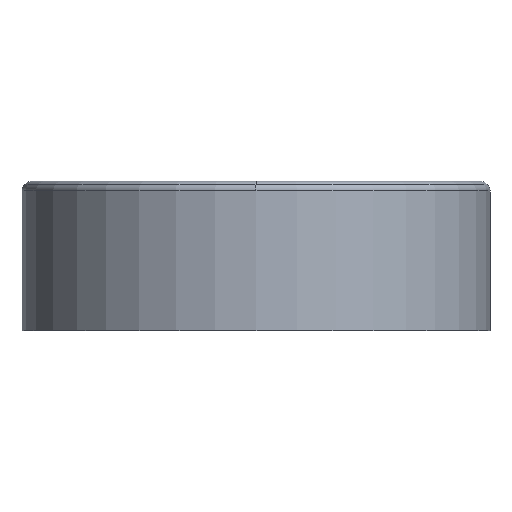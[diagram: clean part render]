
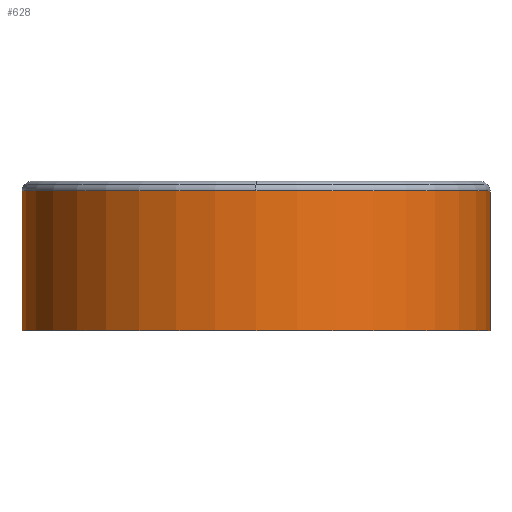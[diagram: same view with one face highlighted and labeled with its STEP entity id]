
A CAD part, left-side view. The second image highlights one B-rep face of the part: STEP entity #628.
In plain terms, the highlighted cylindrical face has radius 36 mm (diameter 72 mm), a partial arc.
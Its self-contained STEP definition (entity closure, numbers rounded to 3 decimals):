
#21 = EDGE_CURVE('',#22,#24,#26,.T.);
#22 = VERTEX_POINT('',#23);
#23 = CARTESIAN_POINT('',(1568.,-169.,-742.5));
#24 = VERTEX_POINT('',#25);
#25 = CARTESIAN_POINT('',(1568.,-169.,-721.));
#26 = SURFACE_CURVE('',#27,(#31,#43),.PCURVE_S1.);
#27 = LINE('',#28,#29);
#28 = CARTESIAN_POINT('',(1568.,-169.,-742.5));
#29 = VECTOR('',#30,1.);
#30 = DIRECTION('',(0.,0.,1.));
#31 = PCURVE('',#32,#37);
#32 = CYLINDRICAL_SURFACE('',#33,36.);
#33 = AXIS2_PLACEMENT_3D('',#34,#35,#36);
#34 = CARTESIAN_POINT('',(1568.,-205.,-731.75));
#35 = DIRECTION('',(0.,0.,-1.));
#36 = DIRECTION('',(0.,1.,0.));
#37 = DEFINITIONAL_REPRESENTATION('',(#38),#42);
#38 = LINE('',#39,#40);
#39 = CARTESIAN_POINT('',(0.,10.75));
#40 = VECTOR('',#41,1.);
#41 = DIRECTION('',(0.,-1.));
#42 = ( GEOMETRIC_REPRESENTATION_CONTEXT(2) 
PARAMETRIC_REPRESENTATION_CONTEXT() REPRESENTATION_CONTEXT('2D SPACE',''
  ) );
#43 = PCURVE('',#44,#49);
#44 = CYLINDRICAL_SURFACE('',#45,36.);
#45 = AXIS2_PLACEMENT_3D('',#46,#47,#48);
#46 = CARTESIAN_POINT('',(1568.,-205.,-731.75));
#47 = DIRECTION('',(0.,0.,-1.));
#48 = DIRECTION('',(0.,1.,0.));
#49 = DEFINITIONAL_REPRESENTATION('',(#50),#54);
#50 = LINE('',#51,#52);
#51 = CARTESIAN_POINT('',(6.283,10.75));
#52 = VECTOR('',#53,1.);
#53 = DIRECTION('',(0.,-1.));
#54 = ( GEOMETRIC_REPRESENTATION_CONTEXT(2) 
PARAMETRIC_REPRESENTATION_CONTEXT() REPRESENTATION_CONTEXT('2D SPACE',''
  ) );
#73 = TOROIDAL_SURFACE('',#74,34.5,1.5);
#74 = AXIS2_PLACEMENT_3D('',#75,#76,#77);
#75 = CARTESIAN_POINT('',(1568.,-205.,-721.));
#76 = DIRECTION('',(0.,0.,-1.));
#77 = DIRECTION('',(-1.,0.,0.));
#86 = VERTEX_POINT('',#87);
#87 = CARTESIAN_POINT('',(1568.,-241.,-721.));
#102 = TOROIDAL_SURFACE('',#103,34.5,1.5);
#103 = AXIS2_PLACEMENT_3D('',#104,#105,#106);
#104 = CARTESIAN_POINT('',(1568.,-205.,-721.));
#105 = DIRECTION('',(0.,0.,-1.));
#106 = DIRECTION('',(-1.,0.,0.));
#114 = EDGE_CURVE('',#86,#115,#117,.T.);
#115 = VERTEX_POINT('',#116);
#116 = CARTESIAN_POINT('',(1568.,-241.,-742.5));
#117 = SURFACE_CURVE('',#118,(#122,#129),.PCURVE_S1.);
#118 = LINE('',#119,#120);
#119 = CARTESIAN_POINT('',(1568.,-241.,-721.));
#120 = VECTOR('',#121,1.);
#121 = DIRECTION('',(0.,0.,-1.));
#122 = PCURVE('',#32,#123);
#123 = DEFINITIONAL_REPRESENTATION('',(#124),#128);
#124 = LINE('',#125,#126);
#125 = CARTESIAN_POINT('',(3.142,-10.75));
#126 = VECTOR('',#127,1.);
#127 = DIRECTION('',(0.,1.));
#128 = ( GEOMETRIC_REPRESENTATION_CONTEXT(2) 
PARAMETRIC_REPRESENTATION_CONTEXT() REPRESENTATION_CONTEXT('2D SPACE',''
  ) );
#129 = PCURVE('',#44,#130);
#130 = DEFINITIONAL_REPRESENTATION('',(#131),#135);
#131 = LINE('',#132,#133);
#132 = CARTESIAN_POINT('',(3.142,-10.75));
#133 = VECTOR('',#134,1.);
#134 = DIRECTION('',(0.,1.));
#135 = ( GEOMETRIC_REPRESENTATION_CONTEXT(2) 
PARAMETRIC_REPRESENTATION_CONTEXT() REPRESENTATION_CONTEXT('2D SPACE',''
  ) );
#152 = PLANE('',#153);
#153 = AXIS2_PLACEMENT_3D('',#154,#155,#156);
#154 = CARTESIAN_POINT('',(1568.,-170.986,-742.5));
#155 = DIRECTION('',(0.,0.,-1.));
#156 = DIRECTION('',(0.,1.,0.));
#172 = EDGE_CURVE('',#22,#115,#173,.T.);
#173 = SURFACE_CURVE('',#174,(#179,#190),.PCURVE_S1.);
#174 = CIRCLE('',#175,36.);
#175 = AXIS2_PLACEMENT_3D('',#176,#177,#178);
#176 = CARTESIAN_POINT('',(1568.,-205.,-742.5));
#177 = DIRECTION('',(0.,-0.,1.));
#178 = DIRECTION('',(0.,1.,0.));
#179 = PCURVE('',#152,#180);
#180 = DEFINITIONAL_REPRESENTATION('',(#181),#189);
#181 = ( BOUNDED_CURVE() B_SPLINE_CURVE(2,(#182,#183,#184,#185,#186,#187
,#188),.UNSPECIFIED.,.T.,.F.) B_SPLINE_CURVE_WITH_KNOTS((1,2,2,2,2,1),(
    -2.094,0.,2.094,4.189,6.283,
8.378),.UNSPECIFIED.) CURVE() GEOMETRIC_REPRESENTATION_ITEM() 
RATIONAL_B_SPLINE_CURVE((1.,0.5,1.,0.5,1.,0.5,1.)) REPRESENTATION_ITEM(
  '') );
#182 = CARTESIAN_POINT('',(1.986,0.));
#183 = CARTESIAN_POINT('',(1.986,-62.354));
#184 = CARTESIAN_POINT('',(-52.014,-31.177));
#185 = CARTESIAN_POINT('',(-106.014,0.));
#186 = CARTESIAN_POINT('',(-52.014,31.177));
#187 = CARTESIAN_POINT('',(1.986,62.354));
#188 = CARTESIAN_POINT('',(1.986,0.));
#189 = ( GEOMETRIC_REPRESENTATION_CONTEXT(2) 
PARAMETRIC_REPRESENTATION_CONTEXT() REPRESENTATION_CONTEXT('2D SPACE',''
  ) );
#190 = PCURVE('',#44,#191);
#191 = DEFINITIONAL_REPRESENTATION('',(#192),#196);
#192 = LINE('',#193,#194);
#193 = CARTESIAN_POINT('',(6.283,10.75));
#194 = VECTOR('',#195,1.);
#195 = DIRECTION('',(-1.,0.));
#196 = ( GEOMETRIC_REPRESENTATION_CONTEXT(2) 
PARAMETRIC_REPRESENTATION_CONTEXT() REPRESENTATION_CONTEXT('2D SPACE',''
  ) );
#583 = VERTEX_POINT('',#584);
#584 = CARTESIAN_POINT('',(1532.,-205.,-721.));
#606 = EDGE_CURVE('',#86,#583,#607,.T.);
#607 = SURFACE_CURVE('',#608,(#613,#620),.PCURVE_S1.);
#608 = CIRCLE('',#609,36.);
#609 = AXIS2_PLACEMENT_3D('',#610,#611,#612);
#610 = CARTESIAN_POINT('',(1568.,-205.,-721.));
#611 = DIRECTION('',(-0.,-0.,-1.));
#612 = DIRECTION('',(0.,-1.,0.));
#613 = PCURVE('',#102,#614);
#614 = DEFINITIONAL_REPRESENTATION('',(#615),#619);
#615 = LINE('',#616,#617);
#616 = CARTESIAN_POINT('',(4.712,6.283));
#617 = VECTOR('',#618,1.);
#618 = DIRECTION('',(1.,0.));
#619 = ( GEOMETRIC_REPRESENTATION_CONTEXT(2) 
PARAMETRIC_REPRESENTATION_CONTEXT() REPRESENTATION_CONTEXT('2D SPACE',''
  ) );
#620 = PCURVE('',#44,#621);
#621 = DEFINITIONAL_REPRESENTATION('',(#622),#626);
#622 = LINE('',#623,#624);
#623 = CARTESIAN_POINT('',(3.142,-10.75));
#624 = VECTOR('',#625,1.);
#625 = DIRECTION('',(1.,0.));
#626 = ( GEOMETRIC_REPRESENTATION_CONTEXT(2) 
PARAMETRIC_REPRESENTATION_CONTEXT() REPRESENTATION_CONTEXT('2D SPACE',''
  ) );
#628 = ADVANCED_FACE('',(#629),#44,.T.);
#629 = FACE_BOUND('',#630,.T.);
#630 = EDGE_LOOP('',(#631,#632,#633,#655,#656));
#631 = ORIENTED_EDGE('',*,*,#114,.F.);
#632 = ORIENTED_EDGE('',*,*,#606,.T.);
#633 = ORIENTED_EDGE('',*,*,#634,.T.);
#634 = EDGE_CURVE('',#583,#24,#635,.T.);
#635 = SURFACE_CURVE('',#636,(#641,#648),.PCURVE_S1.);
#636 = CIRCLE('',#637,36.);
#637 = AXIS2_PLACEMENT_3D('',#638,#639,#640);
#638 = CARTESIAN_POINT('',(1568.,-205.,-721.));
#639 = DIRECTION('',(0.,0.,-1.));
#640 = DIRECTION('',(-1.,0.,0.));
#641 = PCURVE('',#44,#642);
#642 = DEFINITIONAL_REPRESENTATION('',(#643),#647);
#643 = LINE('',#644,#645);
#644 = CARTESIAN_POINT('',(4.712,-10.75));
#645 = VECTOR('',#646,1.);
#646 = DIRECTION('',(1.,0.));
#647 = ( GEOMETRIC_REPRESENTATION_CONTEXT(2) 
PARAMETRIC_REPRESENTATION_CONTEXT() REPRESENTATION_CONTEXT('2D SPACE',''
  ) );
#648 = PCURVE('',#73,#649);
#649 = DEFINITIONAL_REPRESENTATION('',(#650),#654);
#650 = LINE('',#651,#652);
#651 = CARTESIAN_POINT('',(0.,6.283));
#652 = VECTOR('',#653,1.);
#653 = DIRECTION('',(1.,0.));
#654 = ( GEOMETRIC_REPRESENTATION_CONTEXT(2) 
PARAMETRIC_REPRESENTATION_CONTEXT() REPRESENTATION_CONTEXT('2D SPACE',''
  ) );
#655 = ORIENTED_EDGE('',*,*,#21,.F.);
#656 = ORIENTED_EDGE('',*,*,#172,.T.);
